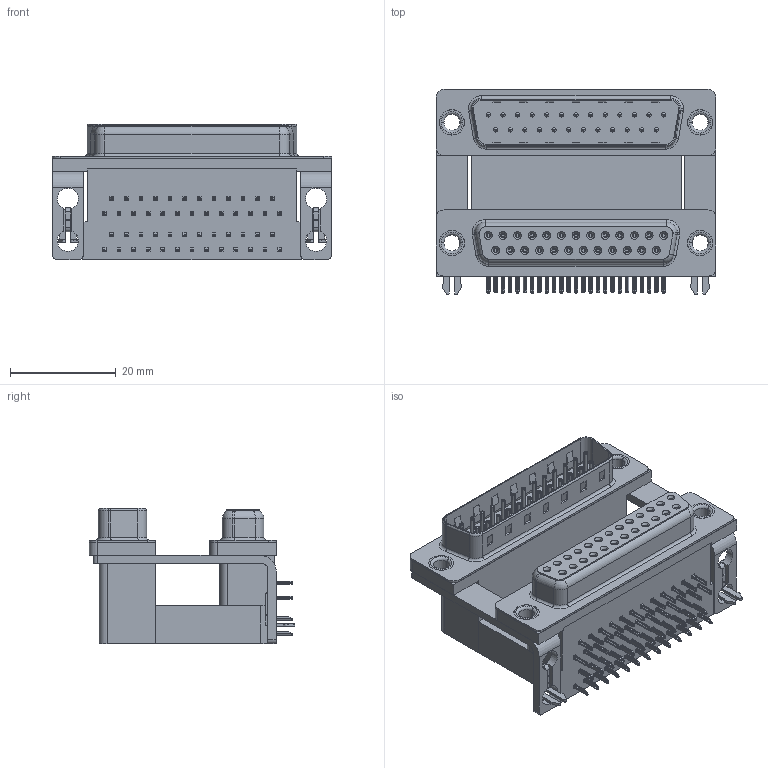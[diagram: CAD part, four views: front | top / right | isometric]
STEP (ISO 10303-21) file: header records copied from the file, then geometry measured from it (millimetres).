
FILE_DESCRIPTION (( 'STEP AP203' ), '1' );
FILE_NAME ('663-025-264-040.STEP', '2022-06-18T01:09:28', ( '' ), ( '' ), 'SwSTEP 2.0', 'SolidWorks 2020', '' );
FILE_SCHEMA (( 'CONFIG_CONTROL_DESIGN' ));
Length unit declared in the file: millimetre
Products named in the file (13): 663 Mounting Bracket_2ProngH; 663 Contact Top Upper_H; 663 Contact Bottom Lower; 663 Housing Spacer_25 Contacts H; 663 Thru Hole Rivet; 663 Contact Bottom Upper_H; 663 Shell Plug_25 Contacts; 663 Contact Top Lower; 663 Housing Lower_25 Contacts; 663 2 Prong Board Lock_4; 663 Housing Upper_25 Contacts H; 663 Shell Receptacle_25 Contacts; 663-025-264-040
Assembly tree (63 placements, depth 2):
  663-025-264-040
    663 Housing Lower_25 Contacts
    663 Housing Spacer_25 Contacts H
    663 Housing Upper_25 Contacts H
    663 Shell Receptacle_25 Contacts
    663 Shell Plug_25 Contacts
    663 Contact Bottom Lower  x12
    663 Contact Top Lower  x13
    663 Contact Bottom Upper_H  x12
    663 Contact Top Upper_H  x13
    663 Mounting Bracket_2ProngH  x2
    663 2 Prong Board Lock_4  x2
    663 Thru Hole Rivet  x4
Bounding box: 53.04 x 38.91 x 25.6 mm (x, y, z)
Volume: 23679.9 mm3; surface area: 25042.4 mm2
Topology: 63 solids, 63 shells, 6227 faces, 16031 edges, 10017 vertices
Faces by surface type: plane 3335, cylinder 1537, bspline 852, cone 300, torus 203
Entity records: 54249 total; most frequent: CARTESIAN_POINT 12061, ORIENTED_EDGE 8188, DIRECTION 7883, EDGE_CURVE 4094, LINE 3007, VECTOR 3007, VERTEX_POINT 2631, AXIS2_PLACEMENT_3D 2438
